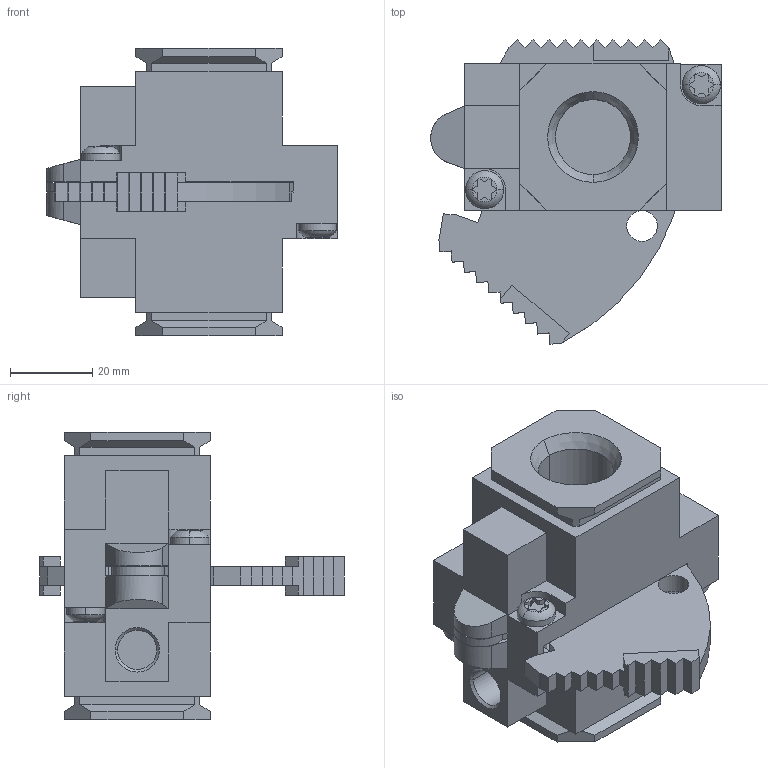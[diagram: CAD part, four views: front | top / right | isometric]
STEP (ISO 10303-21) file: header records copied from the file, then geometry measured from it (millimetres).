
FILE_DESCRIPTION (( 'STEP AP214' ), '1' );
FILE_NAME ('Norgren-T74T-4BA-P1N.STEP', '2020-12-15T15:12:50', ( '' ), ( '' ), 'SwSTEP 2.0', 'SolidWorks 2020', '' );
FILE_SCHEMA (( 'AUTOMOTIVE_DESIGN' ));
Length unit declared in the file: millimetre
Products named in the file (4): 9P10-13; T74_ss_40_4T; Norgren-T74T-4BA-P1N; T74_Slide_T
Assembly tree (6 placements, depth 2):
  Norgren-T74T-4BA-P1N
    T74_ss_40_4T
    T74_Slide_T
    9P10-13  x4
Bounding box: 70.49 x 73.84 x 69.62 mm (x, y, z)
Volume: 101110 mm3; surface area: 33222.2 mm2
Topology: 6 solids, 6 shells, 350 faces, 916 edges, 583 vertices
Faces by surface type: plane 240, cylinder 96, torus 8, cone 6
Entity records: 8425 total; most frequent: CARTESIAN_POINT 1279, ORIENTED_EDGE 1256, DIRECTION 1207, EDGE_CURVE 628, LINE 523, VECTOR 523, VERTEX_POINT 406, AXIS2_PLACEMENT_3D 342
